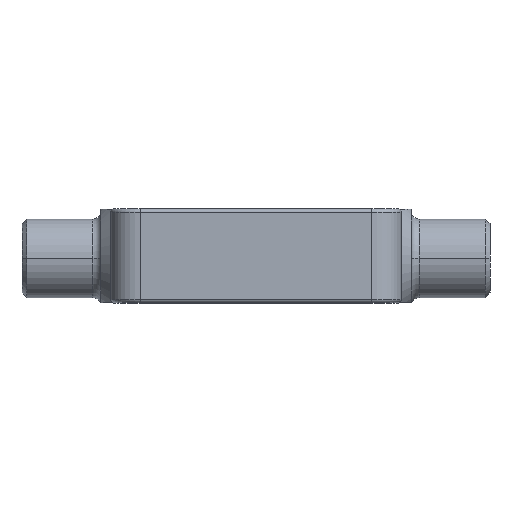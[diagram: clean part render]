
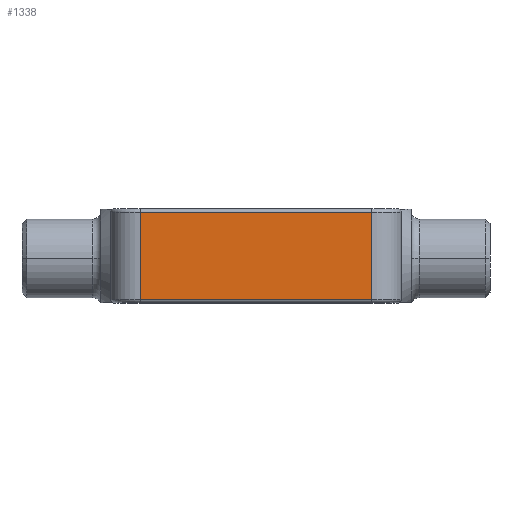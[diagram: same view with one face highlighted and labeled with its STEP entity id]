
A CAD part, top view. The second image highlights one B-rep face of the part: STEP entity #1338.
In plain terms, the highlighted planar face has unit normal (0, 0, 1).
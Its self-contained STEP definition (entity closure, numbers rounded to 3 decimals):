
#16 = ORIENTED_EDGE ( 'NONE', *, *, #2095, .T. ) ;
#114 = VECTOR ( 'NONE', #2186, 1000. ) ;
#177 = PLANE ( 'NONE',  #2124 ) ;
#184 = CARTESIAN_POINT ( 'NONE',  ( -23.5, 19., 29.5 ) ) ;
#193 = LINE ( 'NONE', #982, #1908 ) ;
#293 = CARTESIAN_POINT ( 'NONE',  ( -23.5, 18.35, 29.5 ) ) ;
#383 = DIRECTION ( 'NONE',  ( -1., 0., 0. ) ) ;
#594 = LINE ( 'NONE', #293, #1102 ) ;
#675 = VERTEX_POINT ( 'NONE', #753 ) ;
#709 = LINE ( 'NONE', #1935, #1099 ) ;
#753 = CARTESIAN_POINT ( 'NONE',  ( -23.5, 18.35, 29.5 ) ) ;
#982 = CARTESIAN_POINT ( 'NONE',  ( 23.5, 19., 29.5 ) ) ;
#1002 = ORIENTED_EDGE ( 'NONE', *, *, #2096, .F. ) ;
#1035 = CARTESIAN_POINT ( 'NONE',  ( -23.5, 0.65, 29.5 ) ) ;
#1099 = VECTOR ( 'NONE', #2311, 1000. ) ;
#1102 = VECTOR ( 'NONE', #2405, 1000. ) ;
#1104 = CARTESIAN_POINT ( 'NONE',  ( 23.5, 0.65, 29.5 ) ) ;
#1171 = DIRECTION ( 'NONE',  ( 0., -1., 0. ) ) ;
#1338 = ADVANCED_FACE ( 'NONE', ( #2040 ), #177, .F. ) ;
#1543 = DIRECTION ( 'NONE',  ( 0., 0., -1. ) ) ;
#1568 = ORIENTED_EDGE ( 'NONE', *, *, #1618, .T. ) ;
#1618 = EDGE_CURVE ( 'NONE', #1654, #675, #594, .T. ) ;
#1654 = VERTEX_POINT ( 'NONE', #1662 ) ;
#1659 = LINE ( 'NONE', #1035, #114 ) ;
#1662 = CARTESIAN_POINT ( 'NONE',  ( 23.5, 18.35, 29.5 ) ) ;
#1753 = ORIENTED_EDGE ( 'NONE', *, *, #2266, .T. ) ;
#1908 = VECTOR ( 'NONE', #1171, 1000. ) ;
#1935 = CARTESIAN_POINT ( 'NONE',  ( -23.5, 19., 29.5 ) ) ;
#2040 = FACE_OUTER_BOUND ( 'NONE', #2319, .T. ) ;
#2095 = EDGE_CURVE ( 'NONE', #675, #2458, #709, .T. ) ;
#2096 = EDGE_CURVE ( 'NONE', #1654, #2341, #193, .T. ) ;
#2124 = AXIS2_PLACEMENT_3D ( 'NONE', #184, #1543, #383 ) ;
#2154 = CARTESIAN_POINT ( 'NONE',  ( -23.5, 0.65, 29.5 ) ) ;
#2186 = DIRECTION ( 'NONE',  ( 1., 0., 0. ) ) ;
#2266 = EDGE_CURVE ( 'NONE', #2458, #2341, #1659, .T. ) ;
#2311 = DIRECTION ( 'NONE',  ( 0., -1., 0. ) ) ;
#2319 = EDGE_LOOP ( 'NONE', ( #1002, #1568, #16, #1753 ) ) ;
#2341 = VERTEX_POINT ( 'NONE', #1104 ) ;
#2405 = DIRECTION ( 'NONE',  ( -1., 0., 0. ) ) ;
#2458 = VERTEX_POINT ( 'NONE', #2154 ) ;
